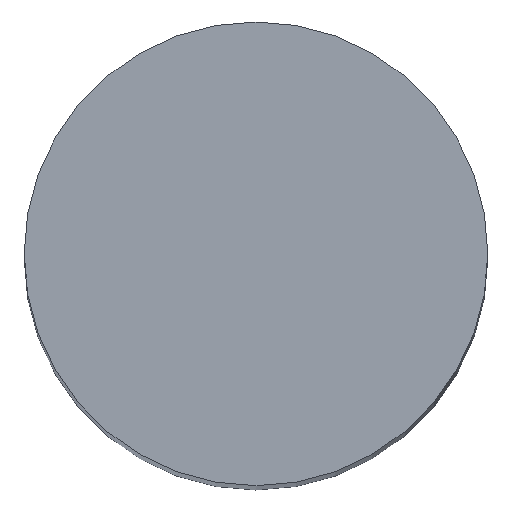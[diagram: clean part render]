
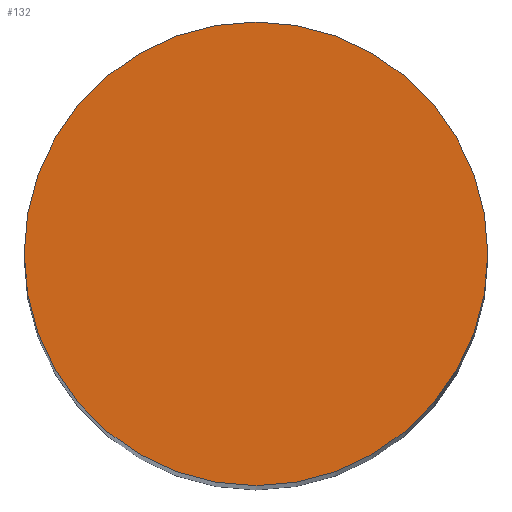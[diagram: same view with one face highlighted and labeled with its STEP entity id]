
A CAD part, top view. The second image highlights one B-rep face of the part: STEP entity #132.
In plain terms, the highlighted planar face has unit normal (0, 0, 1).
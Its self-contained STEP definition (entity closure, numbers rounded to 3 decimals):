
#6 = DIRECTION ( 'NONE',  ( 0., 0., 1. ) ) ;
#14 = CARTESIAN_POINT ( 'NONE',  ( 0., 0., 32. ) ) ;
#25 = CARTESIAN_POINT ( 'NONE',  ( 0., 0., 32. ) ) ;
#28 = PLANE ( 'NONE',  #56 ) ;
#41 = FACE_OUTER_BOUND ( 'NONE', #47, .T. ) ;
#47 = EDGE_LOOP ( 'NONE', ( #133, #164 ) ) ;
#54 = EDGE_CURVE ( 'NONE', #110, #148, #166, .T. ) ;
#56 = AXIS2_PLACEMENT_3D ( 'NONE', #25, #6, #151 ) ;
#60 = DIRECTION ( 'NONE',  ( 0., 0., 1. ) ) ;
#71 = CIRCLE ( 'NONE', #170, 3. ) ;
#74 = DIRECTION ( 'NONE',  ( 0., 0., 1. ) ) ;
#84 = CARTESIAN_POINT ( 'NONE',  ( 3., 0., 32. ) ) ;
#98 = CARTESIAN_POINT ( 'NONE',  ( 0., 0., 32. ) ) ;
#110 = VERTEX_POINT ( 'NONE', #122 ) ;
#115 = AXIS2_PLACEMENT_3D ( 'NONE', #98, #60, #153 ) ;
#122 = CARTESIAN_POINT ( 'NONE',  ( -3., 0., 32. ) ) ;
#132 = ADVANCED_FACE ( 'NONE', ( #41 ), #28, .T. ) ;
#133 = ORIENTED_EDGE ( 'NONE', *, *, #54, .T. ) ;
#148 = VERTEX_POINT ( 'NONE', #84 ) ;
#150 = DIRECTION ( 'NONE',  ( 1., 0., 0. ) ) ;
#151 = DIRECTION ( 'NONE',  ( 1., 0., 0. ) ) ;
#152 = EDGE_CURVE ( 'NONE', #148, #110, #71, .T. ) ;
#153 = DIRECTION ( 'NONE',  ( 1., 0., 0. ) ) ;
#164 = ORIENTED_EDGE ( 'NONE', *, *, #152, .T. ) ;
#166 = CIRCLE ( 'NONE', #115, 3. ) ;
#170 = AXIS2_PLACEMENT_3D ( 'NONE', #14, #74, #150 ) ;
